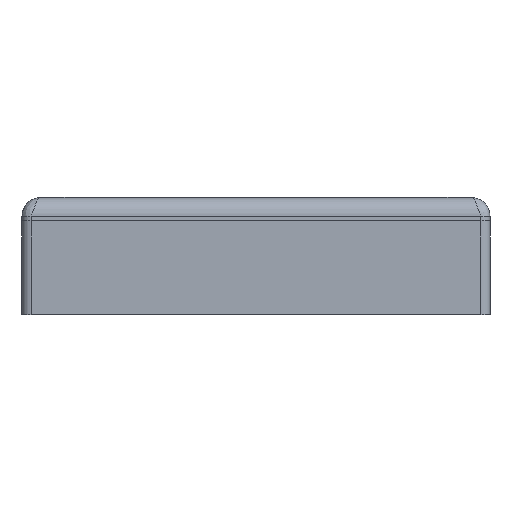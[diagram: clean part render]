
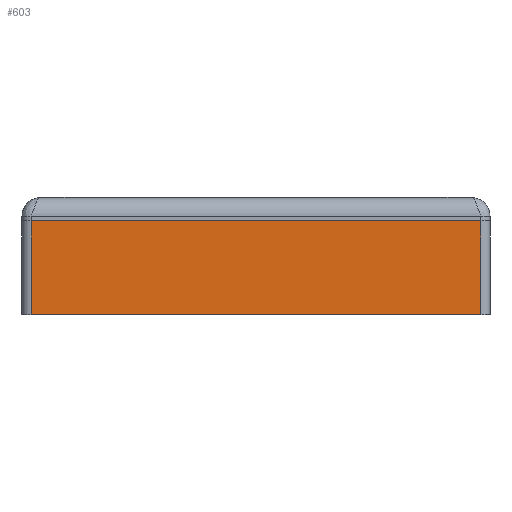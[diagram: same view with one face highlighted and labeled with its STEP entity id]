
A CAD part, front view. The second image highlights one B-rep face of the part: STEP entity #603.
In plain terms, the highlighted planar face has unit normal (0, -1, 0).
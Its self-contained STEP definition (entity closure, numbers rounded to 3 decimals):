
#151 = VERTEX_POINT('',#152);
#152 = CARTESIAN_POINT('',(-24.,-30.,17.5));
#159 = EDGE_CURVE('',#160,#151,#162,.T.);
#160 = VERTEX_POINT('',#161);
#161 = CARTESIAN_POINT('',(24.,-30.,17.5));
#162 = LINE('',#163,#164);
#163 = CARTESIAN_POINT('',(25.,-30.,17.5));
#164 = VECTOR('',#165,1.);
#165 = DIRECTION('',(-1.,0.,0.));
#583 = EDGE_CURVE('',#151,#584,#586,.T.);
#584 = VERTEX_POINT('',#585);
#585 = CARTESIAN_POINT('',(-24.,-30.,27.5));
#586 = LINE('',#587,#588);
#587 = CARTESIAN_POINT('',(-24.,-30.,17.5));
#588 = VECTOR('',#589,1.);
#589 = DIRECTION('',(0.,0.,1.));
#603 = ADVANCED_FACE('',(#604),#622,.T.);
#604 = FACE_BOUND('',#605,.T.);
#605 = EDGE_LOOP('',(#606,#607,#615,#621));
#606 = ORIENTED_EDGE('',*,*,#159,.F.);
#607 = ORIENTED_EDGE('',*,*,#608,.T.);
#608 = EDGE_CURVE('',#160,#609,#611,.T.);
#609 = VERTEX_POINT('',#610);
#610 = CARTESIAN_POINT('',(24.,-30.,27.5));
#611 = LINE('',#612,#613);
#612 = CARTESIAN_POINT('',(24.,-30.,17.5));
#613 = VECTOR('',#614,1.);
#614 = DIRECTION('',(0.,0.,1.));
#615 = ORIENTED_EDGE('',*,*,#616,.T.);
#616 = EDGE_CURVE('',#609,#584,#617,.T.);
#617 = LINE('',#618,#619);
#618 = CARTESIAN_POINT('',(25.,-30.,27.5));
#619 = VECTOR('',#620,1.);
#620 = DIRECTION('',(-1.,0.,0.));
#621 = ORIENTED_EDGE('',*,*,#583,.F.);
#622 = PLANE('',#623);
#623 = AXIS2_PLACEMENT_3D('',#624,#625,#626);
#624 = CARTESIAN_POINT('',(25.,-30.,17.5));
#625 = DIRECTION('',(0.,-1.,0.));
#626 = DIRECTION('',(-1.,0.,0.));
